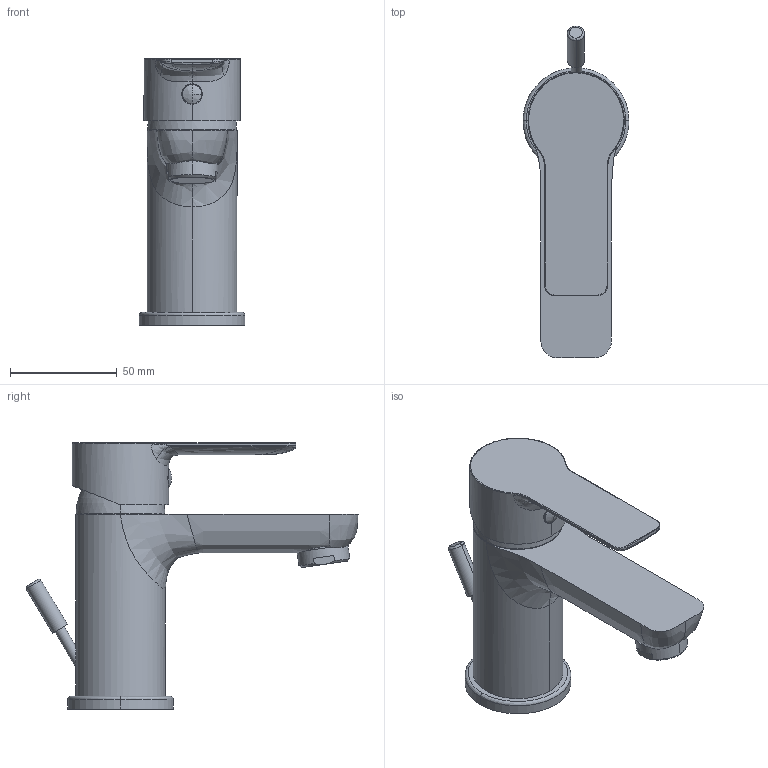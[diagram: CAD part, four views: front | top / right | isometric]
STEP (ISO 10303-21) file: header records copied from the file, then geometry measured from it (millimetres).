
FILE_DESCRIPTION(/* description */ (''),/* implementation_level */ '2;1');
FILE_NAME(/* name */ 'DC1013001010_DC1013001046.stp',/* time_stamp */ '2025-03-31T11:27:52+02:00',/* author */ (''),/* organization */ (''),/* preprocessor_version */ 'ST-DEVELOPER v16.5',/* originating_system */ 'Rhino 7.38',/* authorisation */ '');
FILE_SCHEMA (('CONFIG_CONTROL_DESIGN'));
Length unit declared in the file: millimetre
Products named in the file (1): Document
Bounding box: 49.5 x 155.17 x 124.52 mm (x, y, z)
Volume: 6105.6 mm3; surface area: 38802.6 mm2
Topology: 2 solids, 15 shells, 130 faces, 311 edges, 204 vertices
Faces by surface type: bspline 57, cylinder 43, plane 30
Entity records: 7567 total; most frequent: CARTESIAN_POINT 5585, ORIENTED_EDGE 570, EDGE_CURVE 308, VERTEX_POINT 204, EDGE_LOOP 147, ADVANCED_FACE 130, FACE_OUTER_BOUND 130, B_SPLINE_CURVE_WITH_KNOTS 115
